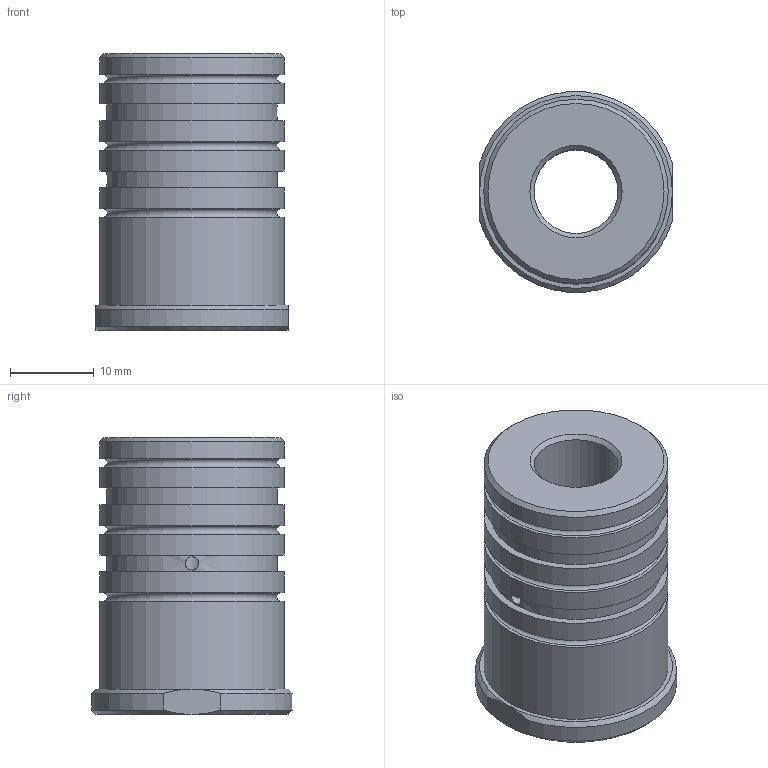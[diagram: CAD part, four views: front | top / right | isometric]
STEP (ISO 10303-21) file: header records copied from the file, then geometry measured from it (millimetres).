
FILE_DESCRIPTION (( 'STEP AP214' ), '1' );
FILE_NAME ('JT_HAUT.STEP', '2023-07-11T15:38:06', ( 'Maxime' ), ( '' ), 'SwSTEP 2.0', 'SolidWorks 2020', '' );
FILE_SCHEMA (( 'AUTOMOTIVE_DESIGN' ));
Length unit declared in the file: millimetre
Products named in the file (1): JT_HAUT
Bounding box: 23 x 23.91 x 33 mm (x, y, z)
Volume: 9238.1 mm3; surface area: 5415.2 mm2
Topology: 1 solids, 1 shells, 132 faces, 332 edges, 216 vertices
Faces by surface type: cylinder 78, plane 30, bspline 15, cone 6, torus 3
Full cylindrical faces by diameter (mm): 1.6 x2, 2.5 x60, 10 x1, 20.3 x2, 22 x6
Entity records: 8991 total; most frequent: CARTESIAN_POINT 7653, DIRECTION 248, ORIENTED_EDGE 240, EDGE_CURVE 120, EDGE_LOOP 115, AXIS2_PLACEMENT_3D 102, FACE_OUTER_BOUND 91, VERTEX_POINT 87
